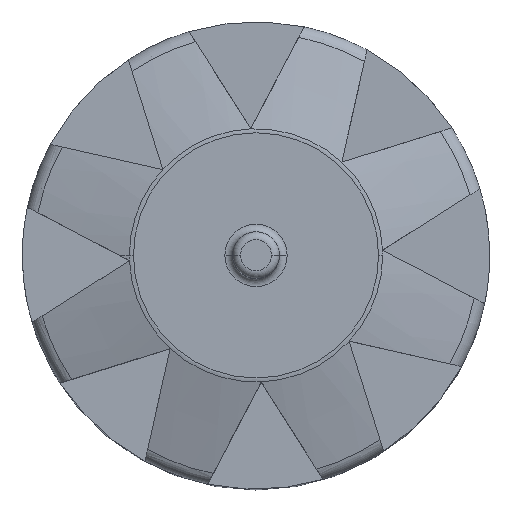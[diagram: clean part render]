
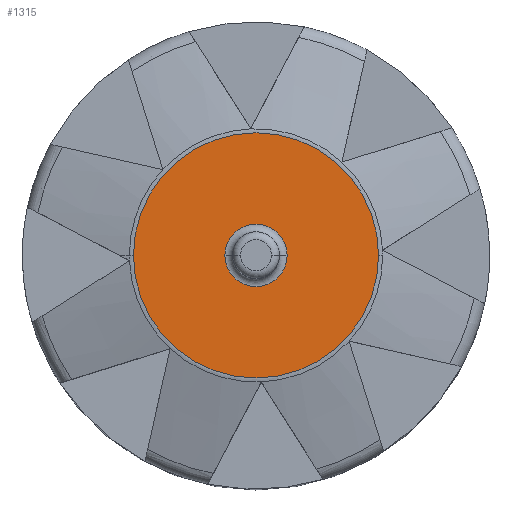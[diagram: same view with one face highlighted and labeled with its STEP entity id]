
A CAD part, top view. The second image highlights one B-rep face of the part: STEP entity #1315.
In plain terms, the highlighted planar face has unit normal (0, 0, 1).
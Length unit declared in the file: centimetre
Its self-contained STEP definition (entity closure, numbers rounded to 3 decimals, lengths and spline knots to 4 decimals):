
#42 = CIRCLE ( 'NONE', #292, 0.7868 ) ;
#146 = DIRECTION ( 'NONE',  ( 1., 0., 0. ) ) ;
#164 = ORIENTED_EDGE ( 'NONE', *, *, #479, .T. ) ;
#198 = EDGE_CURVE ( 'NONE', #1606, #361, #200, .T. ) ;
#200 = CIRCLE ( 'NONE', #1041, 0.2 ) ;
#238 = CARTESIAN_POINT ( 'NONE',  ( 0.2, 0., 3.5 ) ) ;
#258 = CIRCLE ( 'NONE', #1212, 0.7868 ) ;
#273 = AXIS2_PLACEMENT_3D ( 'NONE', #415, #594, #1759 ) ;
#276 = FACE_OUTER_BOUND ( 'NONE', #1625, .T. ) ;
#292 = AXIS2_PLACEMENT_3D ( 'NONE', #1623, #891, #1188 ) ;
#314 = VERTEX_POINT ( 'NONE', #1836 ) ;
#321 = CARTESIAN_POINT ( 'NONE',  ( 0., 0., 3.5 ) ) ;
#338 = DIRECTION ( 'NONE',  ( 0., 0., -1. ) ) ;
#361 = VERTEX_POINT ( 'NONE', #238 ) ;
#390 = CARTESIAN_POINT ( 'NONE',  ( -0.2, 0., 3.5 ) ) ;
#415 = CARTESIAN_POINT ( 'NONE',  ( 0., 0., 3.5 ) ) ;
#462 = ORIENTED_EDGE ( 'NONE', *, *, #569, .T. ) ;
#479 = EDGE_CURVE ( 'NONE', #314, #1714, #258, .T. ) ;
#569 = EDGE_CURVE ( 'NONE', #1714, #314, #42, .T. ) ;
#594 = DIRECTION ( 'NONE',  ( 0., 0., 1. ) ) ;
#644 = DIRECTION ( 'NONE',  ( 1., 0., 0. ) ) ;
#666 = EDGE_CURVE ( 'NONE', #361, #1606, #1862, .T. ) ;
#871 = CARTESIAN_POINT ( 'NONE',  ( 0., 0., 3.5 ) ) ;
#891 = DIRECTION ( 'NONE',  ( 0., 0., 1. ) ) ;
#899 = DIRECTION ( 'NONE',  ( 0., 0., 1. ) ) ;
#1041 = AXIS2_PLACEMENT_3D ( 'NONE', #321, #1668, #1502 ) ;
#1163 = CARTESIAN_POINT ( 'NONE',  ( -0.7868, 0., 3.5 ) ) ;
#1165 = PLANE ( 'NONE',  #273 ) ;
#1169 = ORIENTED_EDGE ( 'NONE', *, *, #666, .T. ) ;
#1188 = DIRECTION ( 'NONE',  ( 1., 0., 0. ) ) ;
#1212 = AXIS2_PLACEMENT_3D ( 'NONE', #871, #899, #146 ) ;
#1239 = AXIS2_PLACEMENT_3D ( 'NONE', #1667, #338, #644 ) ;
#1315 = ADVANCED_FACE ( 'NONE', ( #1491, #276 ), #1165, .T. ) ;
#1491 = FACE_BOUND ( 'NONE', #1560, .T. ) ;
#1502 = DIRECTION ( 'NONE',  ( 1., 0., 0. ) ) ;
#1560 = EDGE_LOOP ( 'NONE', ( #1169, #1617 ) ) ;
#1606 = VERTEX_POINT ( 'NONE', #390 ) ;
#1617 = ORIENTED_EDGE ( 'NONE', *, *, #198, .T. ) ;
#1623 = CARTESIAN_POINT ( 'NONE',  ( 0., 0., 3.5 ) ) ;
#1625 = EDGE_LOOP ( 'NONE', ( #164, #462 ) ) ;
#1667 = CARTESIAN_POINT ( 'NONE',  ( 0., 0., 3.5 ) ) ;
#1668 = DIRECTION ( 'NONE',  ( 0., 0., -1. ) ) ;
#1714 = VERTEX_POINT ( 'NONE', #1163 ) ;
#1759 = DIRECTION ( 'NONE',  ( 1., 0., 0. ) ) ;
#1836 = CARTESIAN_POINT ( 'NONE',  ( 0.7868, 0., 3.5 ) ) ;
#1862 = CIRCLE ( 'NONE', #1239, 0.2 ) ;
